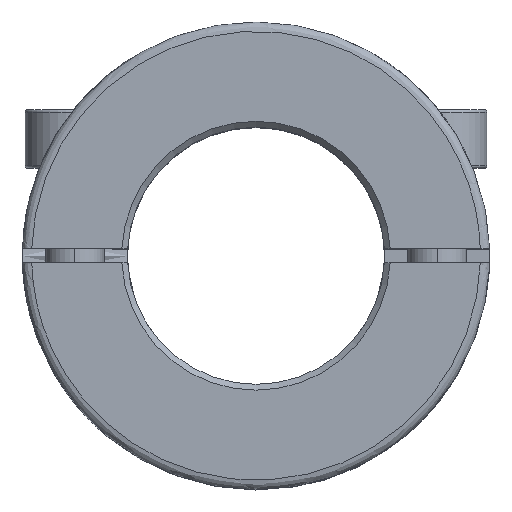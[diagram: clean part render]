
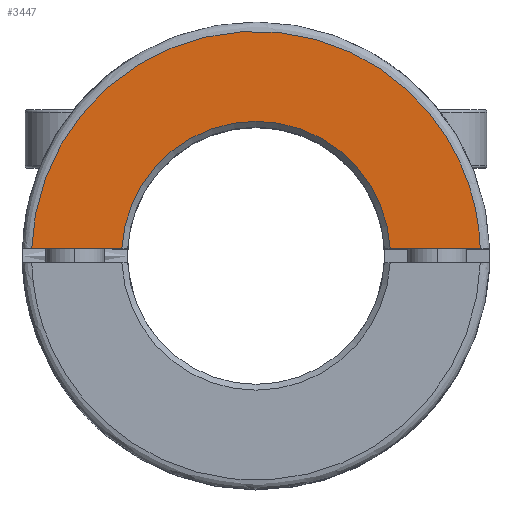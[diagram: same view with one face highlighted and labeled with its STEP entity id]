
A CAD part, top view. The second image highlights one B-rep face of the part: STEP entity #3447.
In plain terms, the highlighted planar face has unit normal (0, 0, 1).
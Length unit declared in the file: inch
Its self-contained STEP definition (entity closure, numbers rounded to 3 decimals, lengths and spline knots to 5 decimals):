
#9 = DIRECTION ( 'NONE',  ( 1., 0., 0. ) ) ;
#69 = DIRECTION ( 'NONE',  ( 1., 0., 0. ) ) ;
#83 = VERTEX_POINT ( 'NONE', #5445 ) ;
#345 = CARTESIAN_POINT ( 'NONE',  ( -0.75554, 0.02362, 0.76772 ) ) ;
#404 = ORIENTED_EDGE ( 'NONE', *, *, #1027, .T. ) ;
#531 = CARTESIAN_POINT ( 'NONE',  ( 0.45214, 0.02362, 0.76772 ) ) ;
#596 = EDGE_CURVE ( 'NONE', #2168, #2235, #5670, .T. ) ;
#834 = CARTESIAN_POINT ( 'NONE',  ( 0.16535, 0.02362, 0.76772 ) ) ;
#1027 = EDGE_CURVE ( 'NONE', #2235, #1736, #5034, .T. ) ;
#1341 = CARTESIAN_POINT ( 'NONE',  ( 0., 0., 0.76772 ) ) ;
#1656 = AXIS2_PLACEMENT_3D ( 'NONE', #3190, #4846, #9 ) ;
#1736 = VERTEX_POINT ( 'NONE', #531 ) ;
#1786 = LINE ( 'NONE', #2953, #2961 ) ;
#1894 = ORIENTED_EDGE ( 'NONE', *, *, #2067, .T. ) ;
#1922 = CARTESIAN_POINT ( 'NONE',  ( -0.75554, 0.02362, 0.76772 ) ) ;
#2067 = EDGE_CURVE ( 'NONE', #1736, #83, #1786, .T. ) ;
#2168 = VERTEX_POINT ( 'NONE', #345 ) ;
#2235 = VERTEX_POINT ( 'NONE', #5218 ) ;
#2953 = CARTESIAN_POINT ( 'NONE',  ( 0.16535, 0.02362, 0.76772 ) ) ;
#2961 = VECTOR ( 'NONE', #3933, 39.37008 ) ;
#2988 = DIRECTION ( 'NONE',  ( 1., 0., 0. ) ) ;
#3190 = CARTESIAN_POINT ( 'NONE',  ( 0., 0., 0.76772 ) ) ;
#3447 = ADVANCED_FACE ( 'NONE', ( #4013 ), #6182, .T. ) ;
#3491 = DIRECTION ( 'NONE',  ( 0., 0., 1. ) ) ;
#3537 = AXIS2_PLACEMENT_3D ( 'NONE', #1341, #3491, #69 ) ;
#3690 = CARTESIAN_POINT ( 'NONE',  ( 0.75554, 0.02362, 0.76772 ) ) ;
#3896 = EDGE_CURVE ( 'NONE', #2168, #83, #5118, .T. ) ;
#3933 = DIRECTION ( 'NONE',  ( 1., 0., 0. ) ) ;
#4013 = FACE_OUTER_BOUND ( 'NONE', #4246, .T. ) ;
#4070 = CARTESIAN_POINT ( 'NONE',  ( -0.71109, 1.44511, 0.76772 ) ) ;
#4246 = EDGE_LOOP ( 'NONE', ( #6991, #404, #1894, #6416 ) ) ;
#4846 = DIRECTION ( 'NONE',  ( 0., 0., -1. ) ) ;
#5034 = CIRCLE ( 'NONE', #1656, 0.45276 ) ;
#5118 =( BOUNDED_CURVE ( )  B_SPLINE_CURVE ( 3, ( #1922, #4070, #6243, #3690 ),
 .UNSPECIFIED., .F., .T. ) 
 B_SPLINE_CURVE_WITH_KNOTS ( ( 4, 4 ),
 ( 0., 1. ),
 .UNSPECIFIED. ) 
 CURVE ( )  GEOMETRIC_REPRESENTATION_ITEM ( )  RATIONAL_B_SPLINE_CURVE ( ( 1., 0.354, 0.354, 1. ) ) 
 REPRESENTATION_ITEM ( '' )  );
#5218 = CARTESIAN_POINT ( 'NONE',  ( -0.45214, 0.02362, 0.76772 ) ) ;
#5445 = CARTESIAN_POINT ( 'NONE',  ( 0.75554, 0.02362, 0.76772 ) ) ;
#5670 = LINE ( 'NONE', #834, #6450 ) ;
#6182 = PLANE ( 'NONE',  #3537 ) ;
#6243 = CARTESIAN_POINT ( 'NONE',  ( 0.71109, 1.44511, 0.76772 ) ) ;
#6416 = ORIENTED_EDGE ( 'NONE', *, *, #3896, .F. ) ;
#6450 = VECTOR ( 'NONE', #2988, 39.37008 ) ;
#6991 = ORIENTED_EDGE ( 'NONE', *, *, #596, .T. ) ;
